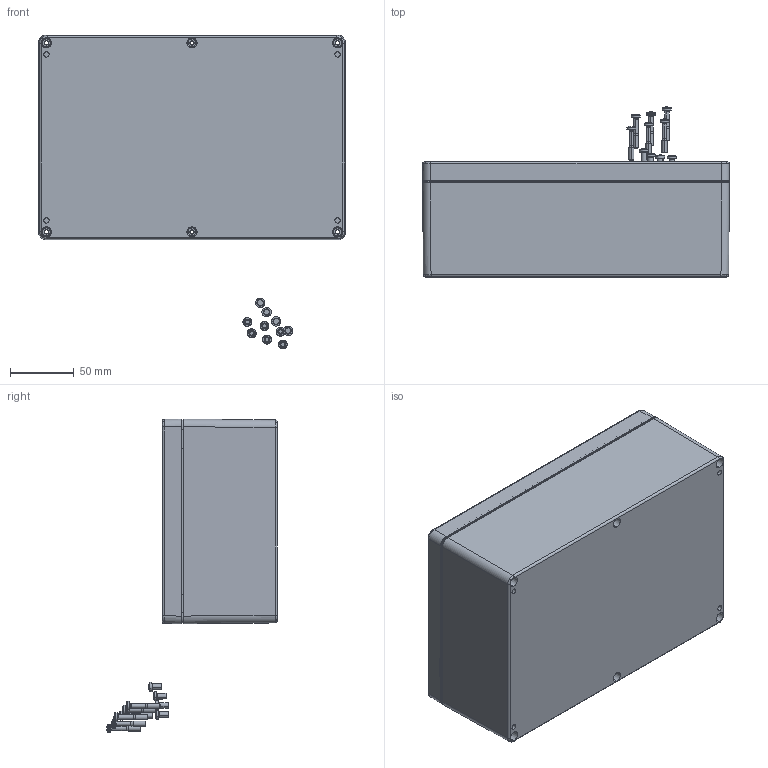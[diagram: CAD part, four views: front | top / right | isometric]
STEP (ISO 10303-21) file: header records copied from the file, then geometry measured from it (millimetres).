
FILE_DESCRIPTION(('FreeCAD Model'),'2;1');
FILE_NAME('24016090.STEP', '2026-03-24T15:31:15',('Author'),(''), 'Open CASCADE STEP processor 7.3','FreeCAD','Unknown');
FILE_SCHEMA(('AUTOMOTIVE_DESIGN { 1 0 10303 214 1 1 1 1 }'));
Length unit declared in the file: millimetre
Products named in the file (9): 24016090; 82002_im_Deckel_eingebaut; 32087_Standard; 51008_Standard; 5200.009.0_Standard005; 93214_WN1442_D4,5x7,011; 31087_Standard001; 31090-Einpressbuchse_Standard005; 31087_Standard
Assembly tree (21 placements, depth 3):
  24016090
    82002_im_Deckel_eingebaut
    32087_Standard
    51008_Standard
      5200.009.0_Standard005  x6
      93214_WN1442_D4,5x7,011  x4
    31087_Standard001
      31090-Einpressbuchse_Standard005  x6
      31087_Standard
Bounding box: 240.3 x 133.31 x 245.81 mm (x, y, z)
Volume: 450969.5 mm3; surface area: 326256.1 mm2
Topology: 19 solids, 19 shells, 2041 faces, 4980 edges, 3024 vertices
Faces by surface type: plane 866, cylinder 363, bspline 332, cone 282, torus 178, sphere 12, revolution 8
Entity records: 52854 total; most frequent: CARTESIAN_POINT 22897, ORIENTED_EDGE 6484, DIRECTION 5612, EDGE_CURVE 3242, AXIS2_PLACEMENT_3D 2093, VERTEX_POINT 1922, FACE_BOUND 1472, EDGE_LOOP 1472
